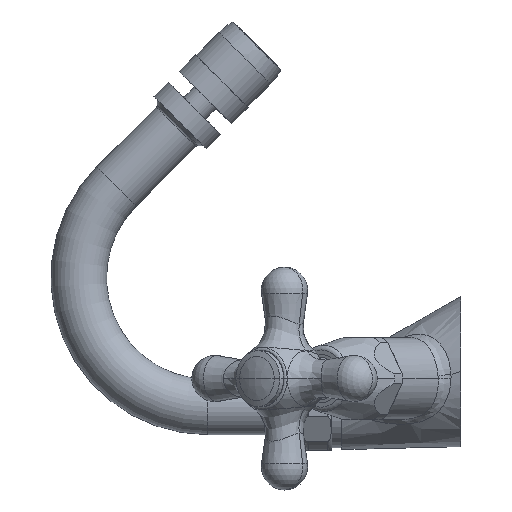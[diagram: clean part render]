
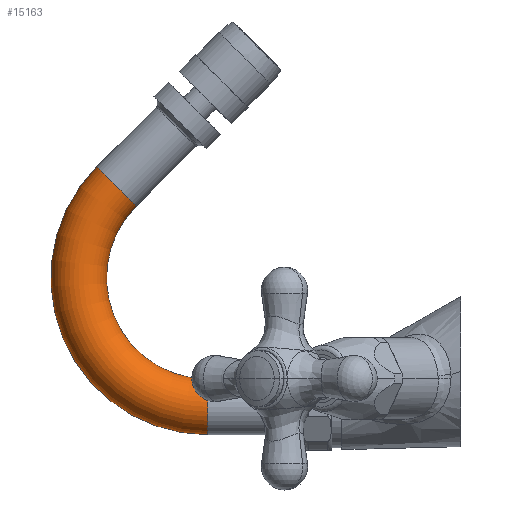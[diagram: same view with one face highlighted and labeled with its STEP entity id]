
A CAD part, left-side view. The second image highlights one B-rep face of the part: STEP entity #15163.
In plain terms, the highlighted toroidal (fillet/blend) face has major radius 41.719 mm and minor radius 9 mm.
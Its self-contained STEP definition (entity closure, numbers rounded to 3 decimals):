
#4254=CARTESIAN_POINT('',(0.,81.781,-11.4));
#4255=DIRECTION('',(0.,-1.,0.));
#4256=DIRECTION('',(0.,0.,1.));
#4257=AXIS2_PLACEMENT_3D('',#4254,#4255,#4256);
#4282=CARTESIAN_POINT('',(0.,81.781,30.319));
#4283=DIRECTION('',(-1.,0.,0.));
#4284=DIRECTION('',(0.,0.707,0.707));
#4285=AXIS2_PLACEMENT_3D('',#4282,#4283,#4284);
#4315=CARTESIAN_POINT('',(0.,111.281,59.819));
#4316=DIRECTION('',(0.,0.707,-0.707));
#4317=DIRECTION('',(0.,-0.707,-0.707));
#4318=AXIS2_PLACEMENT_3D('',#4315,#4316,#4317);
#4320=CARTESIAN_POINT('',(0.,81.781,30.319));
#4321=DIRECTION('',(-1.,0.,0.));
#4322=DIRECTION('',(0.,0.707,0.707));
#4323=AXIS2_PLACEMENT_3D('',#4320,#4321,#4322);
#8314=CARTESIAN_POINT('',(0.,104.917,53.455));
#8315=CARTESIAN_POINT('',(0.,117.645,66.183));
#8316=VERTEX_POINT('',#8314);
#8317=VERTEX_POINT('',#8315);
#8318=CARTESIAN_POINT('',(0.,81.781,-2.4));
#8319=CARTESIAN_POINT('',(0.,81.781,-20.4));
#8320=VERTEX_POINT('',#8318);
#8321=VERTEX_POINT('',#8319);
#15152=CARTESIAN_POINT('',(0.,81.781,30.319));
#15153=DIRECTION('',(-1.,0.,0.));
#15154=DIRECTION('',(0.,-0.707,-0.707));
#15155=AXIS2_PLACEMENT_3D('',#15152,#15153,#15154);
#15156=TOROIDAL_SURFACE('',#15155,41.719,9.);
#15157=ORIENTED_EDGE('',*,*,#15139,.F.);
#15158=ORIENTED_EDGE('',*,*,#15055,.T.);
#15159=ORIENTED_EDGE('',*,*,#15011,.T.);
#15160=ORIENTED_EDGE('',*,*,#15052,.F.);
#15161=EDGE_LOOP('',(#15157,#15158,#15159,#15160));
#15162=FACE_OUTER_BOUND('',#15161,.F.);
#15163=ADVANCED_FACE('',(#15162),#15156,.T.);
#4258=CIRCLE('',#4257,9.);
#4286=CIRCLE('',#4285,50.719);
#4319=CIRCLE('',#4318,9.);
#4324=CIRCLE('',#4323,32.719);
#15011=EDGE_CURVE('',#8320,#8321,#4258,.T.);
#15052=EDGE_CURVE('',#8317,#8321,#4286,.T.);
#15055=EDGE_CURVE('',#8316,#8320,#4324,.T.);
#15139=EDGE_CURVE('',#8316,#8317,#4319,.T.);
